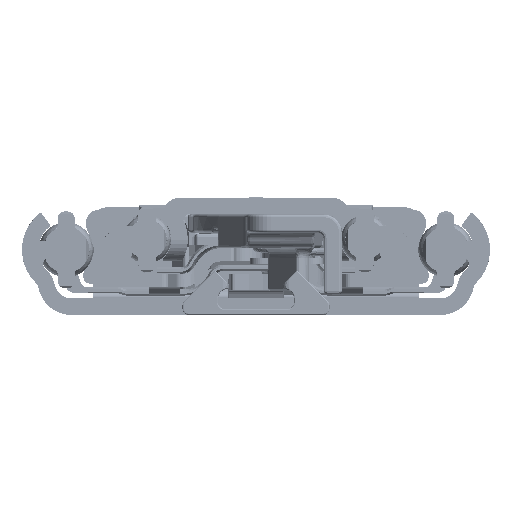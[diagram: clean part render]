
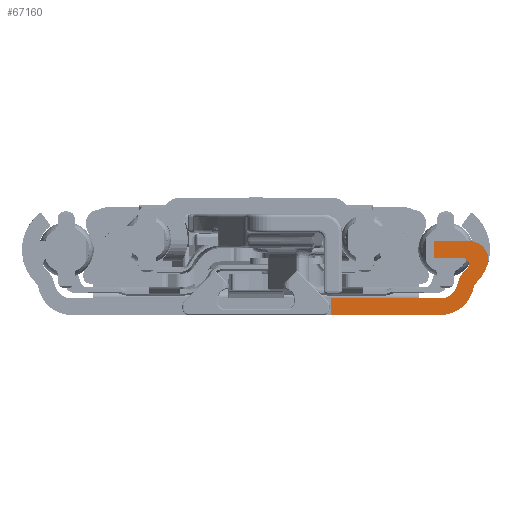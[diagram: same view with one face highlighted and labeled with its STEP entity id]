
A CAD part, front view. The second image highlights one B-rep face of the part: STEP entity #67160.
In plain terms, the highlighted planar face has unit normal (0, -1, 0).
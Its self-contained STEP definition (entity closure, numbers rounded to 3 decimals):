
#3242=PLANE('',#71705);
#4682=FACE_OUTER_BOUND('',#8595,.T.);
#8595=EDGE_LOOP('',(#44042,#44043,#44044,#44045,#44046,#44047,#44048,#44049,
#44050,#44051,#44052,#44053,#44054,#44055,#44056,#44057));
#12564=LINE('',#99413,#17885);
#12570=LINE('',#99425,#17891);
#12612=LINE('',#99552,#17933);
#12624=LINE('',#99615,#17945);
#12625=LINE('',#99623,#17946);
#12626=LINE('',#99625,#17947);
#12627=LINE('',#99627,#17948);
#12628=LINE('',#99635,#17949);
#17885=VECTOR('',#79165,10.);
#17891=VECTOR('',#79179,10.);
#17933=VECTOR('',#79267,10.);
#17945=VECTOR('',#79319,10.);
#17946=VECTOR('',#79326,10.);
#17947=VECTOR('',#79327,10.);
#17948=VECTOR('',#79328,10.);
#17949=VECTOR('',#79335,10.);
#23247=CIRCLE('',#71706,5.45);
#23248=CIRCLE('',#71707,1.5);
#23249=CIRCLE('',#71708,7.6);
#23250=CIRCLE('',#71709,3.);
#23251=CIRCLE('',#71710,1.);
#23252=CIRCLE('',#71711,4.9);
#23253=CIRCLE('',#71712,4.2);
#23254=CIRCLE('',#71713,2.75);
#26435=VERTEX_POINT('',#99409);
#26437=VERTEX_POINT('',#99412);
#26439=VERTEX_POINT('',#99424);
#26501=VERTEX_POINT('',#99550);
#26531=VERTEX_POINT('',#99612);
#26532=VERTEX_POINT('',#99614);
#26533=VERTEX_POINT('',#99616);
#26534=VERTEX_POINT('',#99618);
#26535=VERTEX_POINT('',#99620);
#26536=VERTEX_POINT('',#99622);
#26537=VERTEX_POINT('',#99624);
#26538=VERTEX_POINT('',#99626);
#26539=VERTEX_POINT('',#99628);
#26540=VERTEX_POINT('',#99630);
#26541=VERTEX_POINT('',#99632);
#26542=VERTEX_POINT('',#99634);
#33251=EDGE_CURVE('',#26437,#26435,#12564,.T.);
#33258=EDGE_CURVE('',#26439,#26437,#12570,.T.);
#33322=EDGE_CURVE('',#26435,#26501,#12612,.T.);
#33352=EDGE_CURVE('',#26501,#26531,#23247,.T.);
#33353=EDGE_CURVE('',#26531,#26532,#12624,.T.);
#33354=EDGE_CURVE('',#26532,#26533,#23248,.T.);
#33355=EDGE_CURVE('',#26533,#26534,#23249,.T.);
#33356=EDGE_CURVE('',#26534,#26535,#23250,.T.);
#33357=EDGE_CURVE('',#26535,#26536,#12625,.T.);
#33358=EDGE_CURVE('',#26536,#26537,#12626,.T.);
#33359=EDGE_CURVE('',#26537,#26538,#12627,.T.);
#33360=EDGE_CURVE('',#26538,#26539,#23251,.T.);
#33361=EDGE_CURVE('',#26539,#26540,#23252,.T.);
#33362=EDGE_CURVE('',#26540,#26541,#23253,.T.);
#33363=EDGE_CURVE('',#26541,#26542,#12628,.T.);
#33364=EDGE_CURVE('',#26542,#26439,#23254,.T.);
#44042=ORIENTED_EDGE('',*,*,#33251,.T.);
#44043=ORIENTED_EDGE('',*,*,#33322,.T.);
#44044=ORIENTED_EDGE('',*,*,#33352,.T.);
#44045=ORIENTED_EDGE('',*,*,#33353,.T.);
#44046=ORIENTED_EDGE('',*,*,#33354,.T.);
#44047=ORIENTED_EDGE('',*,*,#33355,.T.);
#44048=ORIENTED_EDGE('',*,*,#33356,.T.);
#44049=ORIENTED_EDGE('',*,*,#33357,.T.);
#44050=ORIENTED_EDGE('',*,*,#33358,.T.);
#44051=ORIENTED_EDGE('',*,*,#33359,.T.);
#44052=ORIENTED_EDGE('',*,*,#33360,.T.);
#44053=ORIENTED_EDGE('',*,*,#33361,.T.);
#44054=ORIENTED_EDGE('',*,*,#33362,.T.);
#44055=ORIENTED_EDGE('',*,*,#33363,.T.);
#44056=ORIENTED_EDGE('',*,*,#33364,.T.);
#44057=ORIENTED_EDGE('',*,*,#33258,.T.);
#67160=ADVANCED_FACE('',(#4682),#3242,.F.);
#71705=AXIS2_PLACEMENT_3D('',#99611,#79315,#79316);
#71706=AXIS2_PLACEMENT_3D('',#99613,#79317,#79318);
#71707=AXIS2_PLACEMENT_3D('',#99617,#79320,#79321);
#71708=AXIS2_PLACEMENT_3D('',#99619,#79322,#79323);
#71709=AXIS2_PLACEMENT_3D('',#99621,#79324,#79325);
#71710=AXIS2_PLACEMENT_3D('',#99629,#79329,#79330);
#71711=AXIS2_PLACEMENT_3D('',#99631,#79331,#79332);
#71712=AXIS2_PLACEMENT_3D('',#99633,#79333,#79334);
#71713=AXIS2_PLACEMENT_3D('',#99636,#79336,#79337);
#79165=DIRECTION('',(0.,0.,-1.));
#79179=DIRECTION('',(-1.,0.,0.));
#79267=DIRECTION('',(1.,0.,0.));
#79315=DIRECTION('center_axis',(0.,1.,0.));
#79316=DIRECTION('ref_axis',(0.,0.,1.));
#79317=DIRECTION('center_axis',(0.,-1.,0.));
#79318=DIRECTION('ref_axis',(-0.966,0.,0.259));
#79319=DIRECTION('',(0.259,0.,0.966));
#79320=DIRECTION('center_axis',(0.,1.,0.));
#79321=DIRECTION('ref_axis',(-0.966,0.,0.259));
#79322=DIRECTION('center_axis',(0.,-1.,0.));
#79323=DIRECTION('ref_axis',(-0.938,0.,0.348));
#79324=DIRECTION('center_axis',(0.,-1.,0.));
#79325=DIRECTION('ref_axis',(0.,0.,
-1.));
#79326=DIRECTION('',(-1.,0.,0.));
#79327=DIRECTION('',(0.,0.,-1.));
#79328=DIRECTION('',(1.,0.,0.));
#79329=DIRECTION('center_axis',(0.,1.,0.));
#79330=DIRECTION('ref_axis',(0.,0.,1.));
#79331=DIRECTION('center_axis',(0.,1.,0.));
#79332=DIRECTION('ref_axis',(0.808,0.,-0.59));
#79333=DIRECTION('center_axis',(0.,-1.,0.));
#79334=DIRECTION('ref_axis',(0.966,0.,-0.259));
#79335=DIRECTION('',(-0.259,0.,-0.966));
#79336=DIRECTION('center_axis',(0.,1.,0.));
#79337=DIRECTION('ref_axis',(0.966,0.,-0.259));
#99409=CARTESIAN_POINT('',(12.227,0.,0.));
#99412=CARTESIAN_POINT('',(12.227,0.,2.7));
#99413=CARTESIAN_POINT('',(12.227,0.,3.391));
#99424=CARTESIAN_POINT('',(30.069,0.,2.7));
#99425=CARTESIAN_POINT('',(30.069,0.,2.7));
#99550=CARTESIAN_POINT('',(30.069,0.,0.));
#99552=CARTESIAN_POINT('',(25.,0.,0.));
#99611=CARTESIAN_POINT('Origin',(0.,0.,4.082));
#99612=CARTESIAN_POINT('',(35.333,0.,4.039));
#99613=CARTESIAN_POINT('Origin',(30.069,0.,
5.45));
#99614=CARTESIAN_POINT('',(35.465,0.,4.533));
#99615=CARTESIAN_POINT('',(35.333,0.,4.039));
#99616=CARTESIAN_POINT('',(35.857,0.,5.209));
#99617=CARTESIAN_POINT('Origin',(36.914,0.,
4.145));
#99618=CARTESIAN_POINT('',(37.625,0.,7.957));
#99619=CARTESIAN_POINT('Origin',(30.5,0.,
10.6));
#99620=CARTESIAN_POINT('',(34.813,0.,12.));
#99621=CARTESIAN_POINT('Origin',(34.813,0.,
9.));
#99622=CARTESIAN_POINT('',(29.,0.,12.));
#99623=CARTESIAN_POINT('',(34.813,0.,12.));
#99624=CARTESIAN_POINT('',(29.,0.,9.3));
#99625=CARTESIAN_POINT('',(29.,0.,12.));
#99626=CARTESIAN_POINT('',(33.65,0.,9.3));
#99627=CARTESIAN_POINT('',(29.,0.,9.3));
#99628=CARTESIAN_POINT('',(34.457,0.,7.71));
#99629=CARTESIAN_POINT('Origin',(33.65,0.,
8.3));
#99630=CARTESIAN_POINT('',(33.954,0.,7.124));
#99631=CARTESIAN_POINT('Origin',(30.5,0.,
10.6));
#99632=CARTESIAN_POINT('',(32.857,0.,5.232));
#99633=CARTESIAN_POINT('Origin',(36.914,0.,
4.145));
#99634=CARTESIAN_POINT('',(32.725,0.,4.738));
#99635=CARTESIAN_POINT('',(32.857,0.,5.232));
#99636=CARTESIAN_POINT('Origin',(30.069,0.,
5.45));
